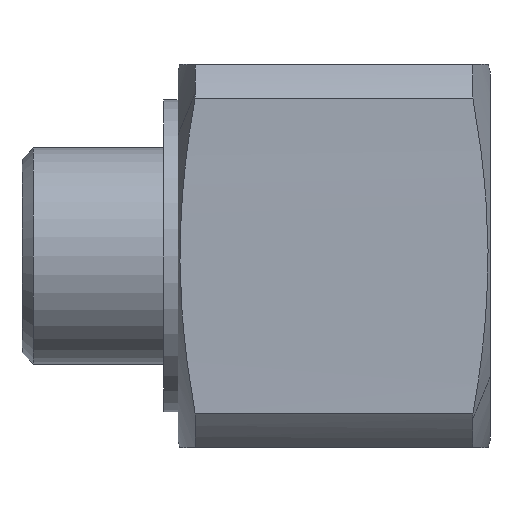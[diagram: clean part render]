
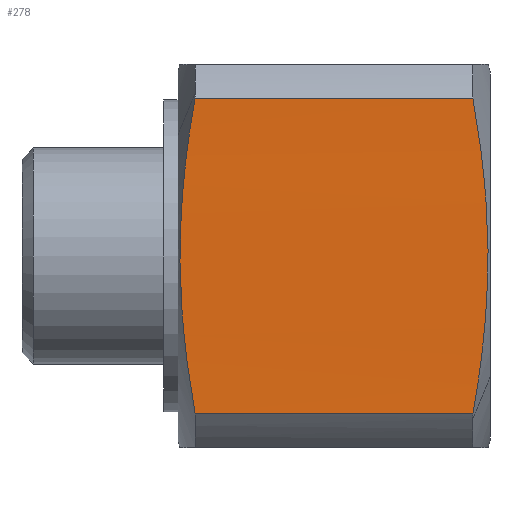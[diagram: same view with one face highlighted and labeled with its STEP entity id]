
A CAD part, front view. The second image highlights one B-rep face of the part: STEP entity #278.
In plain terms, the highlighted planar face has unit normal (0, -1, 0).
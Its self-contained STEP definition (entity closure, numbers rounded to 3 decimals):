
#24=PLANE('',#632);
#54=FACE_OUTER_BOUND('',#87,.F.);
#87=EDGE_LOOP('',(#169,#170,#171,#172));
#169=ORIENTED_EDGE('',*,*,#468,.T.);
#170=ORIENTED_EDGE('',*,*,#475,.T.);
#171=ORIENTED_EDGE('',*,*,#455,.T.);
#172=ORIENTED_EDGE('',*,*,#478,.T.);
#278=ADVANCED_FACE('',(#54),#24,.T.);
#319=LINE('',#1036,#348);
#322=LINE('',#1039,#351);
#348=VECTOR('',#735,19.588);
#351=VECTOR('',#738,19.588);
#382=B_SPLINE_CURVE_WITH_KNOTS('',2,(#968,#969,#970,#971,#972,#973,#974,
#975,#976),.UNSPECIFIED.,.F.,.F.,(3,1,1,1,1,1,1,3),(0.,0.125,
0.25,0.416,0.584,0.75,
0.875,1.),.UNSPECIFIED.);
#386=B_SPLINE_CURVE_WITH_KNOTS('',2,(#1013,#1014,#1015,#1016,#1017,#1018,
#1019,#1020,#1021),.UNSPECIFIED.,.F.,.F.,(3,1,1,1,1,1,1,3),(0.,0.125,
0.25,0.416,0.584,0.75,
0.875,1.),.UNSPECIFIED.);
#455=EDGE_CURVE('',#523,#524,#382,.T.);
#468=EDGE_CURVE('',#510,#511,#386,.T.);
#475=EDGE_CURVE('',#511,#523,#319,.T.);
#478=EDGE_CURVE('',#524,#510,#322,.T.);
#510=VERTEX_POINT('',#840);
#511=VERTEX_POINT('',#841);
#523=VERTEX_POINT('',#853);
#524=VERTEX_POINT('',#854);
#632=AXIS2_PLACEMENT_3D('',#1076,#786,#787);
#735=DIRECTION('',(1.,0.,0.));
#738=DIRECTION('',(-1.,0.,0.));
#786=DIRECTION('',(0.,-1.,0.));
#787=DIRECTION('',(0.,0.,1.));
#840=CARTESIAN_POINT('',(12.206,-13.5,-11.136));
#841=CARTESIAN_POINT('',(12.206,-13.5,11.136));
#853=CARTESIAN_POINT('',(31.794,-13.5,11.136));
#854=CARTESIAN_POINT('',(31.794,-13.5,-11.136));
#968=CARTESIAN_POINT('',(31.794,-13.5,11.136));
#969=CARTESIAN_POINT('',(32.044,-13.478,9.754));
#970=CARTESIAN_POINT('',(32.433,-13.484,6.983));
#971=CARTESIAN_POINT('',(32.754,-13.513,3.738));
#972=CARTESIAN_POINT('',(32.904,-13.496,0.));
#973=CARTESIAN_POINT('',(32.754,-13.513,-3.738));
#974=CARTESIAN_POINT('',(32.433,-13.484,-6.983));
#975=CARTESIAN_POINT('',(32.044,-13.478,-9.754));
#976=CARTESIAN_POINT('',(31.794,-13.5,-11.136));
#1013=CARTESIAN_POINT('',(12.206,-13.5,-11.136));
#1014=CARTESIAN_POINT('',(11.956,-13.478,-9.754));
#1015=CARTESIAN_POINT('',(11.567,-13.484,-6.983));
#1016=CARTESIAN_POINT('',(11.246,-13.513,-3.738));
#1017=CARTESIAN_POINT('',(11.096,-13.496,0.));
#1018=CARTESIAN_POINT('',(11.246,-13.513,3.738));
#1019=CARTESIAN_POINT('',(11.567,-13.484,6.983));
#1020=CARTESIAN_POINT('',(11.956,-13.478,9.754));
#1021=CARTESIAN_POINT('',(12.206,-13.5,11.136));
#1036=CARTESIAN_POINT('',(12.206,-13.5,11.136));
#1039=CARTESIAN_POINT('',(31.794,-13.5,-11.136));
#1076=CARTESIAN_POINT('',(33.98,-13.5,-12.249));
